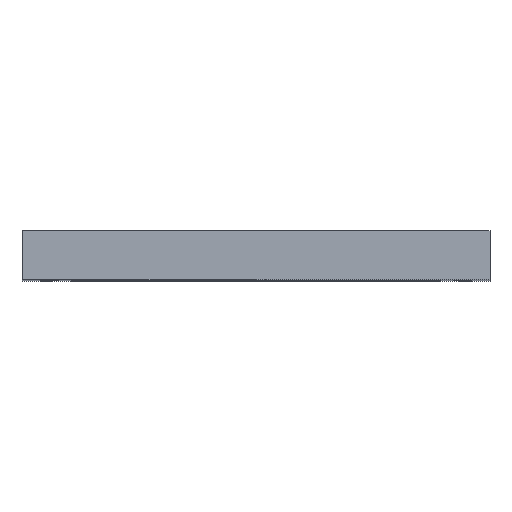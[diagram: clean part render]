
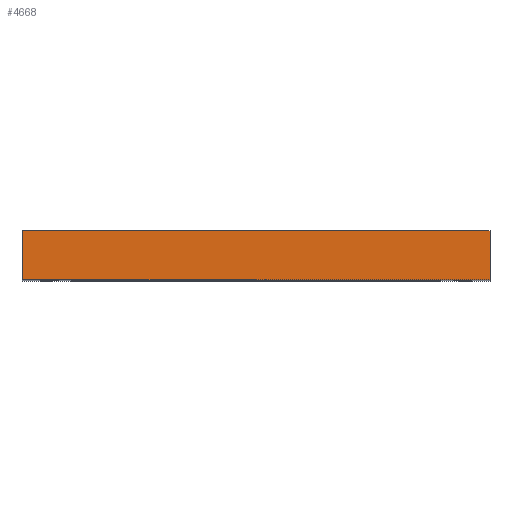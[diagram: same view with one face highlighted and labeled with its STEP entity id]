
A CAD part, top view. The second image highlights one B-rep face of the part: STEP entity #4668.
In plain terms, the highlighted planar face has unit normal (0, 0, 1).
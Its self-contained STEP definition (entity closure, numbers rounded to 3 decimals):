
#177=DIRECTION('',(1.,0.,0.));
#178=VECTOR('',#177,381.);
#179=CARTESIAN_POINT('',(-190.5,0.,335.));
#180=LINE('',#179,#178);
#1110=DIRECTION('',(0.,1.,0.));
#1111=VECTOR('',#1110,40.);
#1112=CARTESIAN_POINT('',(190.5,0.,335.));
#1113=LINE('',#1112,#1111);
#1427=DIRECTION('',(1.,0.,0.));
#1428=VECTOR('',#1427,381.);
#1429=CARTESIAN_POINT('',(-190.5,40.,335.));
#1430=LINE('',#1429,#1428);
#1467=DIRECTION('',(0.,1.,0.));
#1468=VECTOR('',#1467,40.);
#1469=CARTESIAN_POINT('',(-190.5,0.,335.));
#1470=LINE('',#1469,#1468);
#2247=CARTESIAN_POINT('',(-190.5,0.,335.));
#2248=CARTESIAN_POINT('',(190.5,0.,335.));
#2249=VERTEX_POINT('',#2247);
#2250=VERTEX_POINT('',#2248);
#2255=CARTESIAN_POINT('',(-190.5,40.,335.));
#2256=CARTESIAN_POINT('',(190.5,40.,335.));
#2257=VERTEX_POINT('',#2255);
#2258=VERTEX_POINT('',#2256);
#4657=CARTESIAN_POINT('',(-190.5,0.,335.));
#4658=DIRECTION('',(0.,0.,1.));
#4659=DIRECTION('',(1.,0.,0.));
#4660=AXIS2_PLACEMENT_3D('',#4657,#4658,#4659);
#4661=PLANE('',#4660);
#4662=ORIENTED_EDGE('',*,*,#2936,.F.);
#4663=ORIENTED_EDGE('',*,*,#4186,.T.);
#4664=ORIENTED_EDGE('',*,*,#4625,.T.);
#4665=ORIENTED_EDGE('',*,*,#4111,.F.);
#4666=EDGE_LOOP('',(#4662,#4663,#4664,#4665));
#4667=FACE_OUTER_BOUND('',#4666,.F.);
#4668=ADVANCED_FACE('',(#4667),#4661,.T.);
#2936=EDGE_CURVE('',#2249,#2250,#180,.T.);
#4111=EDGE_CURVE('',#2250,#2258,#1113,.T.);
#4186=EDGE_CURVE('',#2249,#2257,#1470,.T.);
#4625=EDGE_CURVE('',#2257,#2258,#1430,.T.);
